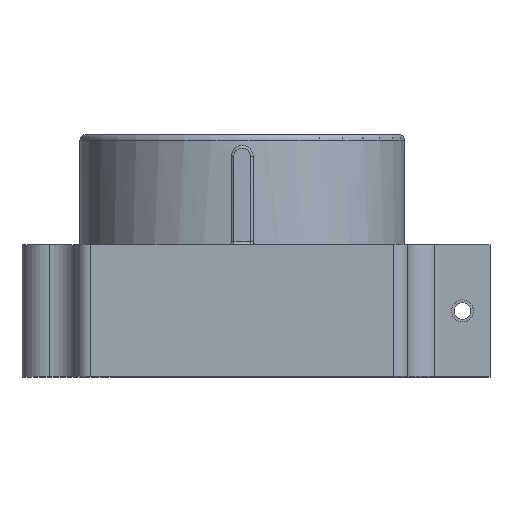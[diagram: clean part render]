
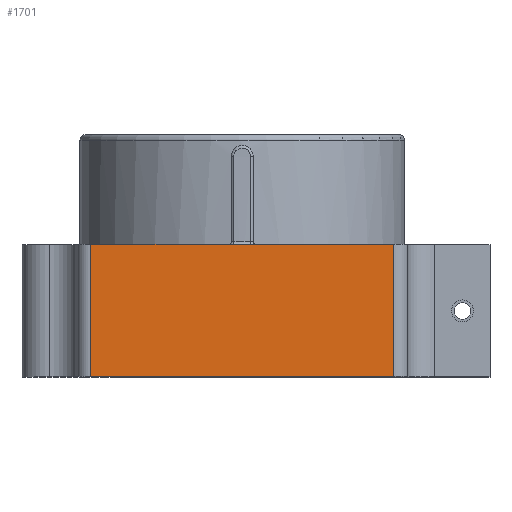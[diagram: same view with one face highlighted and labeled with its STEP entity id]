
A CAD part, top view. The second image highlights one B-rep face of the part: STEP entity #1701.
In plain terms, the highlighted planar face has unit normal (0, 0, 1).
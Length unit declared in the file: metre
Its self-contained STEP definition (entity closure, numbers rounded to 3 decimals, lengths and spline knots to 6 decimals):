
#148=LINE('',#2805,#258);
#162=LINE('',#2897,#272);
#172=LINE('',#2940,#282);
#173=LINE('',#2941,#283);
#258=VECTOR('',#2184,1.);
#272=VECTOR('',#2268,1.);
#282=VECTOR('',#2304,1.);
#283=VECTOR('',#2305,1.);
#514=ORIENTED_EDGE('',*,*,#929,.T.);
#515=ORIENTED_EDGE('',*,*,#998,.T.);
#516=ORIENTED_EDGE('',*,*,#976,.F.);
#517=ORIENTED_EDGE('',*,*,#999,.T.);
#929=EDGE_CURVE('',#1174,#1173,#148,.T.);
#976=EDGE_CURVE('',#1217,#1218,#162,.T.);
#998=EDGE_CURVE('',#1173,#1218,#172,.T.);
#999=EDGE_CURVE('',#1217,#1174,#173,.F.);
#1173=VERTEX_POINT('',#2804);
#1174=VERTEX_POINT('',#2806);
#1217=VERTEX_POINT('',#2898);
#1218=VERTEX_POINT('',#2899);
#1425=EDGE_LOOP('',(#514,#515,#516,#517));
#1555=FACE_BOUND('',#1425,.T.);
#1656=PLANE('',#1896);
#1701=ADVANCED_FACE('',(#1555),#1656,.T.);
#1896=AXIS2_PLACEMENT_3D('',#2939,#2302,#2303);
#2184=DIRECTION('',(-1.,0.,0.));
#2268=DIRECTION('',(-1.,0.,0.));
#2302=DIRECTION('',(0.,0.,1.));
#2303=DIRECTION('',(1.,0.,0.));
#2304=DIRECTION('',(0.,-1.,0.));
#2305=DIRECTION('',(0.,-1.,0.));
#2804=CARTESIAN_POINT('',(-0.0275,0.024,0.02));
#2805=CARTESIAN_POINT('',(0.,0.024,0.02));
#2806=CARTESIAN_POINT('',(0.0275,0.024,0.02));
#2897=CARTESIAN_POINT('',(0.,0.,0.02));
#2898=CARTESIAN_POINT('',(0.0275,0.,0.02));
#2899=CARTESIAN_POINT('',(-0.0275,0.,0.02));
#2939=CARTESIAN_POINT('',(0.,0.024,0.02));
#2940=CARTESIAN_POINT('',(-0.0275,0.024,0.02));
#2941=CARTESIAN_POINT('',(0.0275,0.024,0.02));
